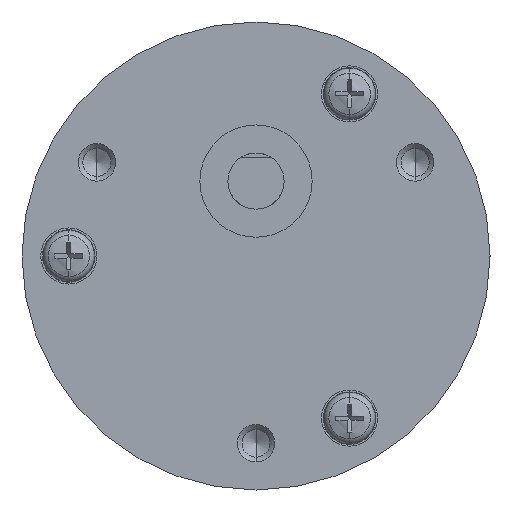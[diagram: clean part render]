
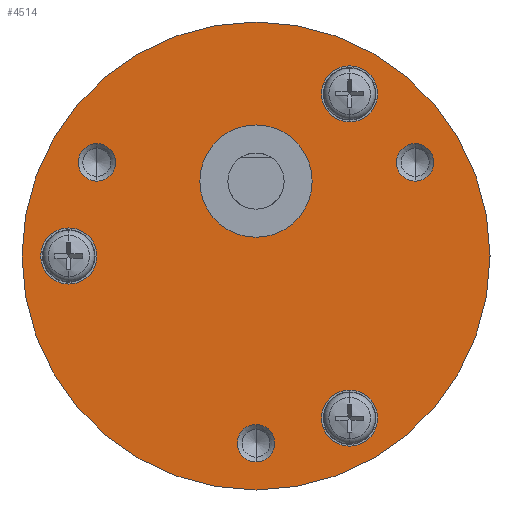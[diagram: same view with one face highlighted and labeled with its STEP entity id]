
A CAD part, left-side view. The second image highlights one B-rep face of the part: STEP entity #4514.
In plain terms, the highlighted planar face has unit normal (-1, 0, 0).
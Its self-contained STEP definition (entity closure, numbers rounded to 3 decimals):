
#4186=CARTESIAN_POINT('POINT10586',(0.,
   0.,6.));
#4187=VERTEX_POINT('VERTEX10586',#4186);
#4194=CARTESIAN_POINT('POINT10587',(0.,
   0.,-6.));
#4195=VERTEX_POINT('VERTEX10587',#4194);
#4196=CARTESIAN_POINT('POS15367',(0.,0.,
   0.));
#4197=DIRECTION('DIR24060',(-1.,0.,0.));
#4198=DIRECTION('DIR24061',(0.,0.,1.));
#4199=AXIS2_PLACEMENT_3D('AXIS8694',#4196,#4197,#4198);
#4200=CIRCLE('ELLIPSE4218',#4199,6.);
#4201=EDGE_CURVE('EDGE17006',#4187,#4195,#4200,.T.);
#4221=EDGE_CURVE('EDGE17008',#4195,#4187,#4200,.T.);
#4226=CARTESIAN_POINT('POINT10588',(0.,17.,
   4.));
#4227=VERTEX_POINT('VERTEX10588',#4226);
#4234=CARTESIAN_POINT('POINT10589',(0.,17.,
   0.));
#4235=VERTEX_POINT('VERTEX10589',#4234);
#4236=CARTESIAN_POINT('POS15371',(0.,17.,
   2.));
#4237=DIRECTION('DIR24066',(1.,0.,0.));
#4238=DIRECTION('DIR24067',(0.,0.,1.));
#4239=AXIS2_PLACEMENT_3D('AXIS8696',#4236,#4237,#4238);
#4240=CIRCLE('ELLIPSE4219',#4239,2.);
#4241=EDGE_CURVE('EDGE17010',#4235,#4227,#4240,.T.);
#4261=EDGE_CURVE('EDGE17012',#4227,#4235,#4240,.T.);
#4266=CARTESIAN_POINT('POINT10590',(0.,-17.,
   4.));
#4267=VERTEX_POINT('VERTEX10590',#4266);
#4274=CARTESIAN_POINT('POINT10591',(0.,-17.,
   0.));
#4275=VERTEX_POINT('VERTEX10591',#4274);
#4276=CARTESIAN_POINT('POS15375',(0.,-17.,
   2.));
#4277=DIRECTION('DIR24072',(1.,0.,0.));
#4278=DIRECTION('DIR24073',(0.,0.,1.));
#4279=AXIS2_PLACEMENT_3D('AXIS8698',#4276,#4277,#4278);
#4280=CIRCLE('ELLIPSE4220',#4279,2.);
#4281=EDGE_CURVE('EDGE17014',#4275,#4267,#4280,.T.);
#4301=EDGE_CURVE('EDGE17016',#4267,#4275,#4280,.T.);
#4306=CARTESIAN_POINT('POINT10592',(0.,0.,
   -30.));
#4307=VERTEX_POINT('VERTEX10592',#4306);
#4314=CARTESIAN_POINT('POINT10593',(0.,
   0.,-26.));
#4315=VERTEX_POINT('VERTEX10593',#4314);
#4316=CARTESIAN_POINT('POS15379',(0.,
   0.,-28.));
#4317=DIRECTION('DIR24078',(1.,0.,0.));
#4318=DIRECTION('DIR24079',(0.,0.,-1.));
#4319=AXIS2_PLACEMENT_3D('AXIS8700',#4316,#4317,#4318);
#4320=CIRCLE('ELLIPSE4221',#4319,2.);
#4321=EDGE_CURVE('EDGE17018',#4315,#4307,#4320,.T.);
#4341=EDGE_CURVE('EDGE17020',#4307,#4315,#4320,.T.);
#4346=CARTESIAN_POINT('POINT10594',(0.,
   -12.598,-23.821));
#4347=VERTEX_POINT('VERTEX10594',#4346);
#4354=CARTESIAN_POINT('POINT10595',(0.,
   -7.402,-26.821));
#4355=VERTEX_POINT('VERTEX10595',#4354);
#4356=CARTESIAN_POINT('POS15383',(0.,-10.,
   -25.321));
#4357=DIRECTION('DIR24084',(1.,0.,0.));
#4358=DIRECTION('DIR24085',(0.,
   -0.866,0.5));
#4359=AXIS2_PLACEMENT_3D('AXIS8702',#4356,#4357,#4358);
#4360=CIRCLE('ELLIPSE4222',#4359,3.);
#4361=EDGE_CURVE('EDGE17022',#4355,#4347,#4360,.T.);
#4381=EDGE_CURVE('EDGE17024',#4347,#4355,#4360,.T.);
#4386=CARTESIAN_POINT('POINT10596',(0.,
   -7.402,10.821));
#4387=VERTEX_POINT('VERTEX10596',#4386);
#4394=CARTESIAN_POINT('POINT10597',(0.,
   -12.598,7.821));
#4395=VERTEX_POINT('VERTEX10597',#4394);
#4396=CARTESIAN_POINT('POS15387',(0.,-10.,
   9.321));
#4397=DIRECTION('DIR24090',(1.,0.,0.));
#4398=DIRECTION('DIR24091',(0.,0.866
   ,0.5));
#4399=AXIS2_PLACEMENT_3D('AXIS8704',#4396,#4397,#4398);
#4400=CIRCLE('ELLIPSE4223',#4399,3.);
#4401=EDGE_CURVE('EDGE17026',#4395,#4387,#4400,.T.);
#4421=EDGE_CURVE('EDGE17028',#4387,#4395,#4400,.T.);
#4426=CARTESIAN_POINT('POINT10598',(0.,20.,
   -11.));
#4427=VERTEX_POINT('VERTEX10598',#4426);
#4434=CARTESIAN_POINT('POINT10599',(0.,20.,
   -5.));
#4435=VERTEX_POINT('VERTEX10599',#4434);
#4436=CARTESIAN_POINT('POS15391',(0.,20.,-8.));
#4437=DIRECTION('DIR24096',(1.,0.,0.));
#4438=DIRECTION('DIR24097',(0.,0.,-1.));
#4439=AXIS2_PLACEMENT_3D('AXIS8706',#4436,#4437,#4438);
#4440=CIRCLE('ELLIPSE4224',#4439,3.);
#4441=EDGE_CURVE('EDGE17030',#4435,#4427,#4440,.T.);
#4461=EDGE_CURVE('EDGE17032',#4427,#4435,#4440,.T.);
#4466=CARTESIAN_POINT('POINT10600',(0.,0.,
   -33.));
#4467=VERTEX_POINT('VERTEX10600',#4466);
#4468=CARTESIAN_POINT('POINT10601',(0.,
   0.,17.));
#4469=VERTEX_POINT('VERTEX10601',#4468);
#4470=CARTESIAN_POINT('POS15394',(0.,0.,-8.));
#4471=DIRECTION('DIR24101',(-1.,0.,0.));
#4472=DIRECTION('DIR24102',(0.,0.,-1.));
#4473=AXIS2_PLACEMENT_3D('AXIS8708',#4470,#4471,#4472);
#4474=CIRCLE('ELLIPSE4225',#4473,25.);
#4475=EDGE_CURVE('EDGE17033',#4467,#4469,#4474,.T.);
#4476=ORIENTED_EDGE('COEDGE34067',*,*,#4475,.T.);
#4477=EDGE_CURVE('EDGE17034',#4469,#4467,#4474,.T.);
#4478=ORIENTED_EDGE('COEDGE34068',*,*,#4477,.T.);
#4479=EDGE_LOOP('NONE',(#4476,#4478));
#4480=FACE_BOUND('LOOP1',#4479,.T.);
#4481=ORIENTED_EDGE('COEDGE34069',*,*,#4461,.T.);
#4482=ORIENTED_EDGE('COEDGE34070',*,*,#4441,.T.);
#4483=EDGE_LOOP('NONE',(#4481,#4482));
#4484=FACE_BOUND('LOOP1',#4483,.T.);
#4485=ORIENTED_EDGE('COEDGE34071',*,*,#4421,.T.);
#4486=ORIENTED_EDGE('COEDGE34072',*,*,#4401,.T.);
#4487=EDGE_LOOP('NONE',(#4485,#4486));
#4488=FACE_BOUND('LOOP1',#4487,.T.);
#4489=ORIENTED_EDGE('COEDGE34073',*,*,#4381,.T.);
#4490=ORIENTED_EDGE('COEDGE34074',*,*,#4361,.T.);
#4491=EDGE_LOOP('NONE',(#4489,#4490));
#4492=FACE_BOUND('LOOP1',#4491,.T.);
#4493=ORIENTED_EDGE('COEDGE34075',*,*,#4341,.T.);
#4494=ORIENTED_EDGE('COEDGE34076',*,*,#4321,.T.);
#4495=EDGE_LOOP('NONE',(#4493,#4494));
#4496=FACE_BOUND('LOOP1',#4495,.T.);
#4497=ORIENTED_EDGE('COEDGE34077',*,*,#4301,.T.);
#4498=ORIENTED_EDGE('COEDGE34078',*,*,#4281,.T.);
#4499=EDGE_LOOP('NONE',(#4497,#4498));
#4500=FACE_BOUND('LOOP1',#4499,.T.);
#4501=ORIENTED_EDGE('COEDGE34079',*,*,#4261,.T.);
#4502=ORIENTED_EDGE('COEDGE34080',*,*,#4241,.T.);
#4503=EDGE_LOOP('NONE',(#4501,#4502));
#4504=FACE_BOUND('LOOP1',#4503,.T.);
#4505=ORIENTED_EDGE('COEDGE34081',*,*,#4221,.F.);
#4506=ORIENTED_EDGE('COEDGE34082',*,*,#4201,.F.);
#4507=EDGE_LOOP('NONE',(#4505,#4506));
#4508=FACE_BOUND('LOOP1',#4507,.T.);
#4509=CARTESIAN_POINT('POS15395',(0.,0.,-8.));
#4510=DIRECTION('DIR24103',(-1.,0.,0.));
#4511=DIRECTION('DIR24104',(0.,1.,0.));
#4512=AXIS2_PLACEMENT_3D('AXIS8709',#4509,#4510,#4511);
#4513=PLANE('PLANE2425',#4512);
#4514=ADVANCED_FACE('FACE7687',(#4480,#4484,#4488,#4492,#4496,#4500,
   #4504,#4508),#4513,.T.);
